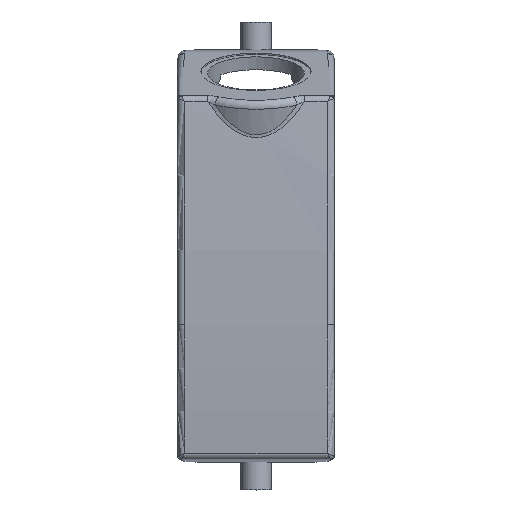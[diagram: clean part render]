
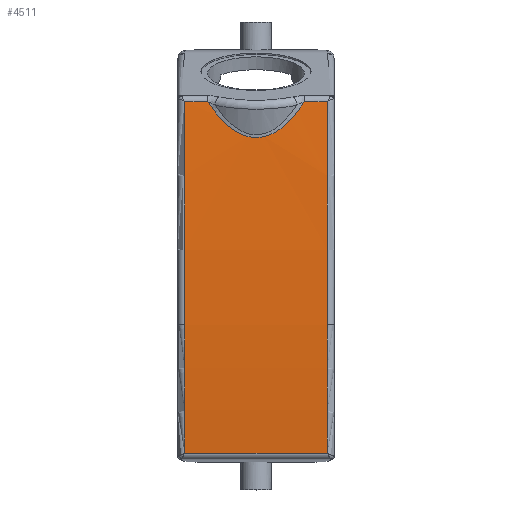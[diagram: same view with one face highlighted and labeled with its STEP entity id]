
A CAD part, top view. The second image highlights one B-rep face of the part: STEP entity #4511.
In plain terms, the highlighted cylindrical face has radius 600 mm (diameter 1200 mm), a partial arc.
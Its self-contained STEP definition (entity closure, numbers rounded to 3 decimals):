
#4394=AXIS2_PLACEMENT_3D('Circle Axis2P3D',#4392,#4393,$) ;
#4459=AXIS2_PLACEMENT_3D('Cylinder Axis2P3D',#4456,#4457,#4458) ;
#4486=AXIS2_PLACEMENT_3D('Circle Axis2P3D',#4484,#4485,$) ;
#4491=AXIS2_PLACEMENT_3D('Circle Axis2P3D',#4489,#4490,$) ;
#4498=AXIS2_PLACEMENT_3D('Circle Axis2P3D',#4496,#4497,$) ;
#2525=CARTESIAN_POINT('Line Origine',(22.75,112.788,58.847)) ;
#2529=CARTESIAN_POINT('Vertex',(8.678,112.788,58.847)) ;
#2531=CARTESIAN_POINT('Vertex',(2.,112.788,58.847)) ;
#2726=CARTESIAN_POINT('Vertex',(36.822,112.788,58.847)) ;
#2749=CARTESIAN_POINT('Line Origine',(22.75,112.788,58.847)) ;
#2753=CARTESIAN_POINT('Vertex',(43.5,112.788,58.847)) ;
#3703=CARTESIAN_POINT('Vertex',(43.5,10.572,58.792)) ;
#3706=CARTESIAN_POINT('Line Origine',(22.75,10.572,58.792)) ;
#3710=CARTESIAN_POINT('Vertex',(2.,10.572,58.792)) ;
#4389=CARTESIAN_POINT('Vertex',(2.,47.943,60.835)) ;
#4392=CARTESIAN_POINT('Axis2P3D Location',(2.,62.,-539.)) ;
#4456=CARTESIAN_POINT('Axis2P3D Location',(22.75,62.,-539.)) ;
#4462=CARTESIAN_POINT('Control Point',(8.678,112.788,58.847)) ;
#4463=CARTESIAN_POINT('Control Point',(9.133,112.056,58.909)) ;
#4464=CARTESIAN_POINT('Control Point',(9.607,111.334,58.969)) ;
#4465=CARTESIAN_POINT('Control Point',(10.1,110.626,59.027)) ;
#4466=CARTESIAN_POINT('Control Point',(11.532,108.697,59.182)) ;
#4467=CARTESIAN_POINT('Control Point',(13.151,106.906,59.319)) ;
#4468=CARTESIAN_POINT('Control Point',(14.277,105.831,59.398)) ;
#4469=CARTESIAN_POINT('Control Point',(16.297,104.246,59.512)) ;
#4470=CARTESIAN_POINT('Control Point',(18.6,103.125,59.589)) ;
#4471=CARTESIAN_POINT('Control Point',(19.548,102.772,59.613)) ;
#4472=CARTESIAN_POINT('Control Point',(21.459,102.303,59.645)) ;
#4473=CARTESIAN_POINT('Control Point',(23.427,102.292,59.646)) ;
#4474=CARTESIAN_POINT('Control Point',(24.377,102.402,59.638)) ;
#4475=CARTESIAN_POINT('Control Point',(26.614,102.924,59.603)) ;
#4476=CARTESIAN_POINT('Control Point',(28.666,103.969,59.531)) ;
#4477=CARTESIAN_POINT('Control Point',(29.782,104.716,59.478)) ;
#4478=CARTESIAN_POINT('Control Point',(32.091,106.58,59.344)) ;
#4479=CARTESIAN_POINT('Control Point',(34.054,108.792,59.175)) ;
#4480=CARTESIAN_POINT('Control Point',(35.049,110.079,59.073)) ;
#4481=CARTESIAN_POINT('Control Point',(35.968,111.414,58.963)) ;
#4482=CARTESIAN_POINT('Control Point',(36.822,112.788,58.847)) ;
#4484=CARTESIAN_POINT('Axis2P3D Location',(2.,62.,-539.)) ;
#4489=CARTESIAN_POINT('Axis2P3D Location',(43.5,62.,-539.)) ;
#4493=CARTESIAN_POINT('Vertex',(43.5,47.943,60.835)) ;
#4496=CARTESIAN_POINT('Axis2P3D Location',(43.5,62.,-539.)) ;
#2526=DIRECTION('Vector Direction',(1.,0.,0.)) ;
#2750=DIRECTION('Vector Direction',(1.,0.,0.)) ;
#3707=DIRECTION('Vector Direction',(-1.,0.,0.)) ;
#4393=DIRECTION('Axis2P3D Direction',(-1.,0.,0.)) ;
#4457=DIRECTION('Axis2P3D Direction',(-1.,0.,0.)) ;
#4458=DIRECTION('Axis2P3D XDirection',(0.,-0.317,0.949)) ;
#4485=DIRECTION('Axis2P3D Direction',(-1.,0.,0.)) ;
#4490=DIRECTION('Axis2P3D Direction',(-1.,0.,0.)) ;
#4497=DIRECTION('Axis2P3D Direction',(-1.,0.,0.)) ;
#2527=VECTOR('Line Direction',#2526,1.) ;
#2751=VECTOR('Line Direction',#2750,1.) ;
#3708=VECTOR('Line Direction',#3707,1.) ;
#4502=ORIENTED_EDGE('',*,*,#4483,.T.) ;
#4503=ORIENTED_EDGE('',*,*,#2533,.T.) ;
#4504=ORIENTED_EDGE('',*,*,#4396,.T.) ;
#4505=ORIENTED_EDGE('',*,*,#4488,.T.) ;
#4506=ORIENTED_EDGE('',*,*,#3712,.T.) ;
#4507=ORIENTED_EDGE('',*,*,#4495,.T.) ;
#4508=ORIENTED_EDGE('',*,*,#4500,.T.) ;
#4509=ORIENTED_EDGE('',*,*,#2755,.T.) ;
#4511=ADVANCED_FACE('Hood',(#4510),#4460,.T.) ;
#4461=B_SPLINE_CURVE_WITH_KNOTS('',5,(#4462,#4463,#4464,#4465,#4466,#4467,#4468,#4469,#4470,#4471,#4472,#4473,#4474,#4475,#4476,#4477,#4478,#4479,#4480,#4481,#4482),.UNSPECIFIED.,.F.,.U.,(6,3,3,3,3,3,6),(0.,6.161,17.123,24.198,30.879,40.299,51.859),.UNSPECIFIED.) ;
#4395=CIRCLE('generated circle',#4394,600.) ;
#4487=CIRCLE('generated circle',#4486,600.) ;
#4492=CIRCLE('generated circle',#4491,600.) ;
#4499=CIRCLE('generated circle',#4498,600.) ;
#4460=CYLINDRICAL_SURFACE('generated cylinder',#4459,600.) ;
#2533=EDGE_CURVE('',#2530,#2532,#2528,.F.) ;
#2755=EDGE_CURVE('',#2754,#2727,#2752,.F.) ;
#3712=EDGE_CURVE('',#3711,#3704,#3709,.F.) ;
#4396=EDGE_CURVE('',#2532,#4390,#4395,.F.) ;
#4483=EDGE_CURVE('',#2727,#2530,#4461,.F.) ;
#4488=EDGE_CURVE('',#4390,#3711,#4487,.F.) ;
#4495=EDGE_CURVE('',#3704,#4494,#4492,.T.) ;
#4500=EDGE_CURVE('',#4494,#2754,#4499,.T.) ;
#4501=EDGE_LOOP('',(#4502,#4503,#4504,#4505,#4506,#4507,#4508,#4509)) ;
#4510=FACE_OUTER_BOUND('',#4501,.T.) ;
#2528=LINE('Line',#2525,#2527) ;
#2752=LINE('Line',#2749,#2751) ;
#3709=LINE('Line',#3706,#3708) ;
#2530=VERTEX_POINT('',#2529) ;
#2532=VERTEX_POINT('',#2531) ;
#2727=VERTEX_POINT('',#2726) ;
#2754=VERTEX_POINT('',#2753) ;
#3704=VERTEX_POINT('',#3703) ;
#3711=VERTEX_POINT('',#3710) ;
#4390=VERTEX_POINT('',#4389) ;
#4494=VERTEX_POINT('',#4493) ;
